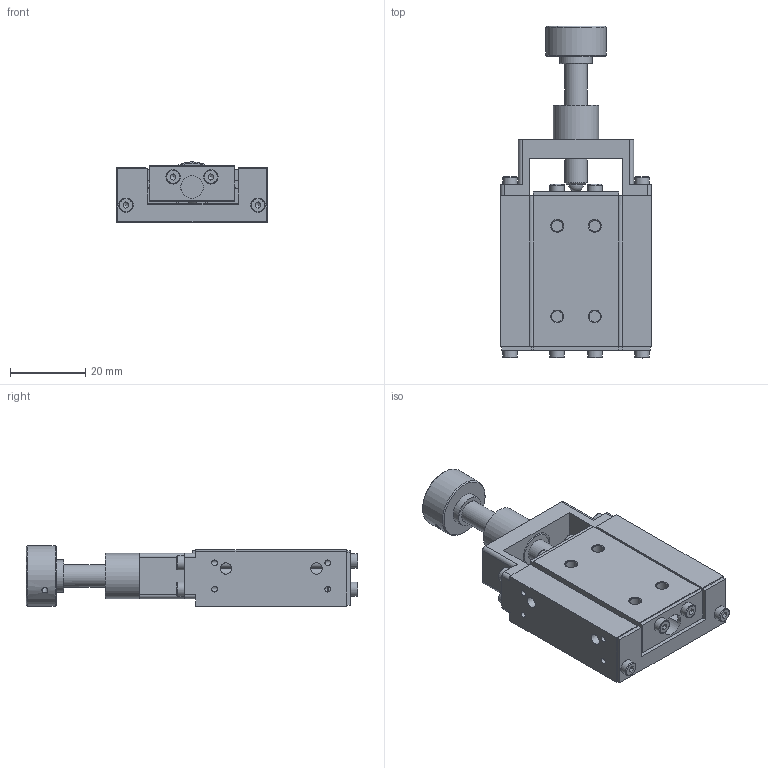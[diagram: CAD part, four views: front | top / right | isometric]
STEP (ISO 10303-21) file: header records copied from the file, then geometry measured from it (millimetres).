
FILE_DESCRIPTION(/* description */ (''),/* implementation_level */ '2;1');
FILE_NAME(/* name */ '02-TS3-FAS-B.stp',/* time_stamp */ '2021-12-13T16:17:49+03:00',/* author */ ('NPeplov'),/* organization */ (''),/* preprocessor_version */ 'ST-DEVELOPER v17.2',/* originating_system */ 'Autodesk Inventor 2019',/* authorisation */ '');
FILE_SCHEMA (('AUTOMOTIVE_DESIGN { 1 0 10303 214 3 1 1 }'));
Length unit declared in the file: millimetre
Products named in the file (1): 02_TS3_FAS_Shell
Bounding box: 40 x 88 x 16 mm (x, y, z)
Volume: 25702.9 mm3; surface area: 17622.1 mm2
Topology: 1 solids, 1 shells, 528 faces, 1431 edges, 921 vertices
Faces by surface type: plane 320, cylinder 96, bspline 61, cone 40, torus 10, sphere 1
Full cylindrical faces by diameter (mm): 1.5 x6, 1.567 x2, 2 x12, 2.5 x4, 3 x16, 3.1 x1, 3.8 x10, 6 x3, 8 x1, 8.5 x1, 9 x1, 10 x1, 12 x1, 16 x1
Entity records: 17964 total; most frequent: CARTESIAN_POINT 4366, ORIENTED_EDGE 2850, DIRECTION 2457, EDGE_CURVE 1425, VERTEX_POINT 921, LINE 865, VECTOR 865, AXIS2_PLACEMENT_3D 796
